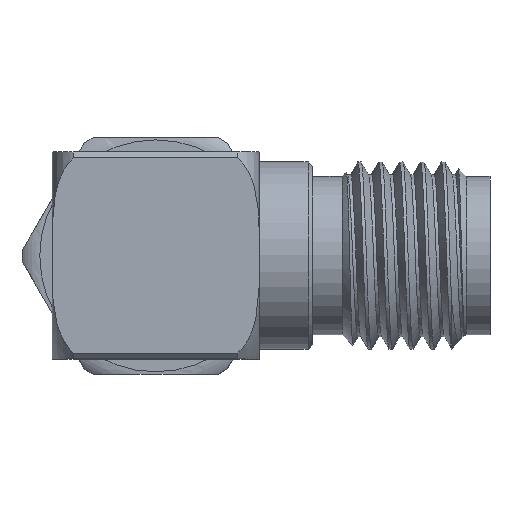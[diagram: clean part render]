
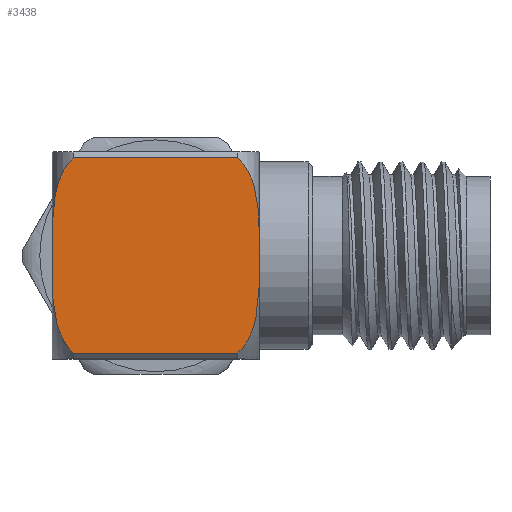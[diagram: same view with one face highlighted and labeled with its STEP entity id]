
A CAD part, top view. The second image highlights one B-rep face of the part: STEP entity #3438.
In plain terms, the highlighted face is planar.
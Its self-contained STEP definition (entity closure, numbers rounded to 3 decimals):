
#378=LINE('',#5384,#584);
#379=LINE('',#5400,#585);
#584=VECTOR('',#4205,1000.);
#585=VECTOR('',#4206,1000.);
#803=ORIENTED_EDGE('',*,*,#1781,.T.);
#804=ORIENTED_EDGE('',*,*,#1782,.T.);
#805=ORIENTED_EDGE('',*,*,#1783,.T.);
#806=ORIENTED_EDGE('',*,*,#1784,.T.);
#807=ORIENTED_EDGE('',*,*,#1785,.T.);
#808=ORIENTED_EDGE('',*,*,#1786,.T.);
#1781=EDGE_CURVE('',#2270,#2271,#2611,.T.);
#1782=EDGE_CURVE('',#2271,#2272,#378,.T.);
#1783=EDGE_CURVE('',#2272,#2273,#2612,.T.);
#1784=EDGE_CURVE('',#2273,#2274,#2613,.T.);
#1785=EDGE_CURVE('',#2274,#2275,#379,.T.);
#1786=EDGE_CURVE('',#2275,#2270,#2614,.T.);
#2270=VERTEX_POINT('',#5382);
#2271=VERTEX_POINT('',#5383);
#2272=VERTEX_POINT('',#5385);
#2273=VERTEX_POINT('',#5392);
#2274=VERTEX_POINT('',#5399);
#2275=VERTEX_POINT('',#5401);
#2611=B_SPLINE_CURVE_WITH_KNOTS('',3,(#5376,#5377,#5378,#5379,#5380,#5381),
 .UNSPECIFIED.,.F.,.F.,(4,1,1,4),(0.,0.002,
0.003,0.003),.UNSPECIFIED.);
#2612=B_SPLINE_CURVE_WITH_KNOTS('',3,(#5386,#5387,#5388,#5389,#5390,#5391),
 .UNSPECIFIED.,.F.,.F.,(4,1,1,4),(0.014,0.015,
0.016,0.018),.UNSPECIFIED.);
#2613=B_SPLINE_CURVE_WITH_KNOTS('',3,(#5393,#5394,#5395,#5396,#5397,#5398),
 .UNSPECIFIED.,.F.,.F.,(4,1,1,4),(0.,0.002,
0.003,0.003),.UNSPECIFIED.);
#2614=B_SPLINE_CURVE_WITH_KNOTS('',3,(#5402,#5403,#5404,#5405,#5406,#5407),
 .UNSPECIFIED.,.F.,.F.,(4,1,1,4),(0.014,0.015,
0.016,0.018),.UNSPECIFIED.);
#2673=EDGE_LOOP('',(#803,#804,#805,#806,#807,#808));
#2987=FACE_BOUND('',#2673,.T.);
#3301=PLANE('',#3752);
#3438=ADVANCED_FACE('',(#2987),#3301,.T.);
#3752=AXIS2_PLACEMENT_3D('',#5375,#4203,#4204);
#4203=DIRECTION('',(0.,1.,0.));
#4204=DIRECTION('',(0.,0.,1.));
#4205=DIRECTION('',(0.,0.,-1.));
#4206=DIRECTION('',(0.,0.,1.));
#5375=CARTESIAN_POINT('',(3.5,3.5,-7.));
#5376=CARTESIAN_POINT('',(0.,3.5,0.));
#5377=CARTESIAN_POINT('',(0.579,3.5,0.));
#5378=CARTESIAN_POINT('',(1.451,3.5,0.025));
#5379=CARTESIAN_POINT('',(2.594,3.5,-0.204));
#5380=CARTESIAN_POINT('',(3.104,3.5,-0.509));
#5381=CARTESIAN_POINT('',(3.3,3.5,-0.721));
#5382=CARTESIAN_POINT('',(0.,3.5,0.));
#5383=CARTESIAN_POINT('',(3.3,3.5,-0.721));
#5384=CARTESIAN_POINT('',(3.3,3.5,-7.));
#5385=CARTESIAN_POINT('',(3.3,3.5,-6.279));
#5386=CARTESIAN_POINT('',(3.3,3.5,-6.279));
#5387=CARTESIAN_POINT('',(3.103,3.5,-6.493));
#5388=CARTESIAN_POINT('',(2.59,3.5,-6.797));
#5389=CARTESIAN_POINT('',(1.449,3.5,-7.025));
#5390=CARTESIAN_POINT('',(0.585,3.5,-7.));
#5391=CARTESIAN_POINT('',(0.,3.5,-7.));
#5392=CARTESIAN_POINT('',(0.,3.5,-7.));
#5393=CARTESIAN_POINT('',(0.,3.5,-7.));
#5394=CARTESIAN_POINT('',(-0.579,3.5,-7.));
#5395=CARTESIAN_POINT('',(-1.451,3.5,-7.025));
#5396=CARTESIAN_POINT('',(-2.594,3.5,-6.796));
#5397=CARTESIAN_POINT('',(-3.104,3.5,-6.491));
#5398=CARTESIAN_POINT('',(-3.3,3.5,-6.279));
#5399=CARTESIAN_POINT('',(-3.3,3.5,-6.279));
#5400=CARTESIAN_POINT('',(-3.3,3.5,-7.));
#5401=CARTESIAN_POINT('',(-3.3,3.5,-0.721));
#5402=CARTESIAN_POINT('',(-3.3,3.5,-0.721));
#5403=CARTESIAN_POINT('',(-3.103,3.5,-0.507));
#5404=CARTESIAN_POINT('',(-2.59,3.5,-0.203));
#5405=CARTESIAN_POINT('',(-1.449,3.5,0.025));
#5406=CARTESIAN_POINT('',(-0.585,3.5,0.));
#5407=CARTESIAN_POINT('',(0.,3.5,0.));
